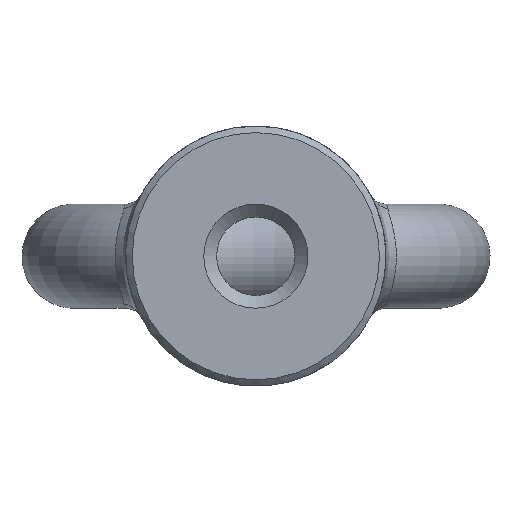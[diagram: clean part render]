
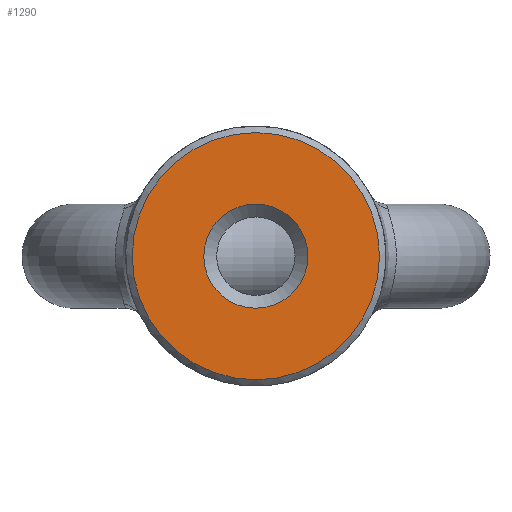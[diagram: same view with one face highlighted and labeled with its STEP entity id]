
A CAD part, front view. The second image highlights one B-rep face of the part: STEP entity #1290.
In plain terms, the highlighted planar face has unit normal (0, -1, 0).
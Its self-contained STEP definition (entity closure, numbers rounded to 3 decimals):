
#265 = DIRECTION ( 'NONE',  ( 0., 0., 1. ) ) ;
#286 = CARTESIAN_POINT ( 'NONE',  ( 0., -19., 0. ) ) ;
#301 = PLANE ( 'NONE',  #479 ) ;
#315 = DIRECTION ( 'NONE',  ( 0., 1., 0. ) ) ;
#325 = ORIENTED_EDGE ( 'NONE', *, *, #861, .T. ) ;
#353 = AXIS2_PLACEMENT_3D ( 'NONE', #486, #481, #474 ) ;
#370 = AXIS2_PLACEMENT_3D ( 'NONE', #538, #522, #517 ) ;
#389 = FACE_OUTER_BOUND ( 'NONE', #570, .T. ) ;
#453 = CARTESIAN_POINT ( 'NONE',  ( 0., -19., 9.5 ) ) ;
#474 = DIRECTION ( 'NONE',  ( 0., 0., 1. ) ) ;
#479 = AXIS2_PLACEMENT_3D ( 'NONE', #286, #315, #265 ) ;
#481 = DIRECTION ( 'NONE',  ( 0., -1., 0. ) ) ;
#486 = CARTESIAN_POINT ( 'NONE',  ( 0., -19., 0. ) ) ;
#517 = DIRECTION ( 'NONE',  ( 0., 0., 1. ) ) ;
#522 = DIRECTION ( 'NONE',  ( 0., 1., 0. ) ) ;
#538 = CARTESIAN_POINT ( 'NONE',  ( 0., -19., 0. ) ) ;
#570 = EDGE_LOOP ( 'NONE', ( #325 ) ) ;
#851 = EDGE_CURVE ( 'NONE', #993, #993, #1566, .T. ) ;
#861 = EDGE_CURVE ( 'NONE', #1324, #1324, #871, .T. ) ;
#871 = CIRCLE ( 'NONE', #353, 9.5 ) ;
#993 = VERTEX_POINT ( 'NONE', #1020 ) ;
#1015 = FACE_BOUND ( 'NONE', #1403, .T. ) ;
#1020 = CARTESIAN_POINT ( 'NONE',  ( 0., -19., 4. ) ) ;
#1267 = ORIENTED_EDGE ( 'NONE', *, *, #851, .T. ) ;
#1290 = ADVANCED_FACE ( 'NONE', ( #1015, #389 ), #301, .F. ) ;
#1324 = VERTEX_POINT ( 'NONE', #453 ) ;
#1403 = EDGE_LOOP ( 'NONE', ( #1267 ) ) ;
#1566 = CIRCLE ( 'NONE', #370, 4. ) ;
